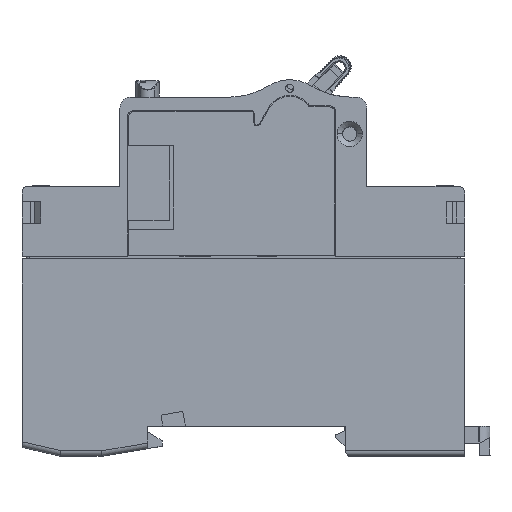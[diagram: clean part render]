
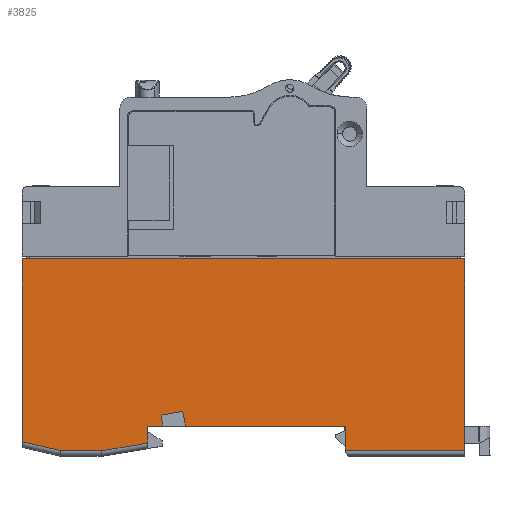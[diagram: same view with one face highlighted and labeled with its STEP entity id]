
A CAD part, front view. The second image highlights one B-rep face of the part: STEP entity #3825.
In plain terms, the highlighted planar face has unit normal (0, -1, 0).
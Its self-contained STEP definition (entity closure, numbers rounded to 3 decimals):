
#2275=FACE_OUTER_BOUND('',#7212,.T.);
#3825=ADVANCED_FACE('',(#2275),#5036,.F.);
#5036=PLANE('',#40167);
#7212=EDGE_LOOP('',(#22199,#22200,#22201,#22202,#22203,#22204,#22205,#22206,
#22207,#22208,#22209,#22210,#22211,#22212));
#9856=LINE('',#63675,#14102);
#9860=LINE('',#63683,#14106);
#9907=LINE('',#63792,#14153);
#9935=LINE('',#63857,#14181);
#10148=LINE('',#64458,#14394);
#10268=LINE('',#64817,#14514);
#10299=LINE('',#64891,#14545);
#10323=LINE('',#64947,#14569);
#10327=LINE('',#64955,#14573);
#10332=LINE('',#64965,#14578);
#10511=LINE('',#65378,#14757);
#10530=LINE('',#65426,#14776);
#10532=LINE('',#65435,#14778);
#10537=LINE('',#65446,#14783);
#14102=VECTOR('',#45883,1.);
#14106=VECTOR('',#45887,1.);
#14153=VECTOR('',#45962,1.);
#14181=VECTOR('',#46000,1.);
#14394=VECTOR('',#46547,1.);
#14514=VECTOR('',#46859,1.);
#14545=VECTOR('',#46916,1.);
#14569=VECTOR('',#46970,1.);
#14573=VECTOR('',#46978,1.);
#14578=VECTOR('',#46985,1.);
#14757=VECTOR('',#47360,1.);
#14776=VECTOR('',#47405,1.);
#14778=VECTOR('',#47409,1.);
#14783=VECTOR('',#47418,1.);
#22199=ORIENTED_EDGE('',*,*,#33859,.F.);
#22200=ORIENTED_EDGE('',*,*,#34154,.T.);
#22201=ORIENTED_EDGE('',*,*,#34622,.T.);
#22202=ORIENTED_EDGE('',*,*,#34617,.F.);
#22203=ORIENTED_EDGE('',*,*,#34614,.F.);
#22204=ORIENTED_EDGE('',*,*,#34322,.F.);
#22205=ORIENTED_EDGE('',*,*,#33828,.T.);
#22206=ORIENTED_EDGE('',*,*,#33771,.T.);
#22207=ORIENTED_EDGE('',*,*,#34393,.F.);
#22208=ORIENTED_EDGE('',*,*,#34592,.F.);
#22209=ORIENTED_EDGE('',*,*,#34388,.F.);
#22210=ORIENTED_EDGE('',*,*,#33767,.T.);
#22211=ORIENTED_EDGE('',*,*,#34384,.F.);
#22212=ORIENTED_EDGE('',*,*,#34356,.F.);
#28321=VERTEX_POINT('',#63674);
#28322=VERTEX_POINT('',#63676);
#28325=VERTEX_POINT('',#63682);
#28326=VERTEX_POINT('',#63684);
#28374=VERTEX_POINT('',#63793);
#28397=VERTEX_POINT('',#63856);
#28398=VERTEX_POINT('',#63858);
#28603=VERTEX_POINT('',#64459);
#28722=VERTEX_POINT('',#64818);
#28743=VERTEX_POINT('',#64889);
#28763=VERTEX_POINT('',#64956);
#28766=VERTEX_POINT('',#64964);
#28890=VERTEX_POINT('',#65425);
#28891=VERTEX_POINT('',#65432);
#33767=EDGE_CURVE('',#28322,#28321,#9856,.T.);
#33771=EDGE_CURVE('',#28326,#28325,#9860,.T.);
#33828=EDGE_CURVE('',#28374,#28326,#9907,.T.);
#33859=EDGE_CURVE('',#28397,#28398,#9935,.T.);
#34154=EDGE_CURVE('',#28397,#28603,#10148,.T.);
#34322=EDGE_CURVE('',#28374,#28722,#10268,.T.);
#34356=EDGE_CURVE('',#28398,#28743,#10299,.T.);
#34384=EDGE_CURVE('',#28743,#28321,#10323,.T.);
#34388=EDGE_CURVE('',#28322,#28763,#10327,.T.);
#34393=EDGE_CURVE('',#28766,#28325,#10332,.T.);
#34592=EDGE_CURVE('',#28763,#28766,#10511,.T.);
#34614=EDGE_CURVE('',#28722,#28890,#10530,.T.);
#34617=EDGE_CURVE('',#28890,#28891,#10532,.T.);
#34622=EDGE_CURVE('',#28603,#28891,#10537,.T.);
#40167=AXIS2_PLACEMENT_3D('',#65447,#47419,#47420);
#45883=DIRECTION('',(1.,0.,0.));
#45887=DIRECTION('',(1.,0.,0.));
#45962=DIRECTION('',(0.,0.,1.));
#46000=DIRECTION('',(0.,0.,-1.));
#46547=DIRECTION('',(-1.,0.,0.));
#46859=DIRECTION('',(-0.986,0.,-0.165));
#46916=DIRECTION('',(-1.,0.,0.));
#46970=DIRECTION('',(0.,0.,1.));
#46978=DIRECTION('',(-0.174,0.,0.985));
#46985=DIRECTION('',(0.174,0.,-0.985));
#47360=DIRECTION('',(-0.985,0.,-0.174));
#47405=DIRECTION('',(-1.,0.,0.));
#47409=DIRECTION('',(-0.974,0.,0.225));
#47418=DIRECTION('',(0.,0.,-1.));
#47419=DIRECTION('',(0.,1.,0.));
#47420=DIRECTION('',(1.,0.,0.));
#63674=CARTESIAN_POINT('',(13.354,3.679,-46.048));
#63675=CARTESIAN_POINT('',(-24.248,3.679,-46.048));
#63676=CARTESIAN_POINT('',(-15.755,3.679,-46.048));
#63682=CARTESIAN_POINT('',(-19.848,3.679,-46.048));
#63683=CARTESIAN_POINT('',(-24.248,3.679,-46.048));
#63684=CARTESIAN_POINT('',(-22.648,3.679,-46.048));
#63792=CARTESIAN_POINT('',(-22.648,3.679,-46.048));
#63793=CARTESIAN_POINT('',(-22.648,3.679,-49.145));
#63856=CARTESIAN_POINT('',(35.152,3.679,-15.548));
#63857=CARTESIAN_POINT('',(35.152,3.679,-44.657));
#63858=CARTESIAN_POINT('',(35.152,3.679,-50.547));
#64458=CARTESIAN_POINT('',(-9.12,3.679,-15.548));
#64459=CARTESIAN_POINT('',(-45.548,3.679,-15.548));
#64817=CARTESIAN_POINT('',(-22.648,3.679,-49.145));
#64818=CARTESIAN_POINT('',(-31.031,3.679,-50.548));
#64889=CARTESIAN_POINT('',(13.354,3.679,-50.547));
#64891=CARTESIAN_POINT('',(35.302,3.679,-50.547));
#64947=CARTESIAN_POINT('',(13.354,3.679,-46.048));
#64955=CARTESIAN_POINT('',(-15.755,3.679,-46.048));
#64956=CARTESIAN_POINT('',(-16.231,3.679,-43.348));
#64964=CARTESIAN_POINT('',(-20.201,3.679,-44.048));
#64965=CARTESIAN_POINT('',(-20.201,3.679,-44.048));
#65378=CARTESIAN_POINT('',(-16.231,3.679,-43.348));
#65425=CARTESIAN_POINT('',(-38.434,3.679,-50.548));
#65426=CARTESIAN_POINT('',(35.302,3.679,-50.548));
#65432=CARTESIAN_POINT('',(-45.548,3.679,-48.906));
#65435=CARTESIAN_POINT('',(-38.434,3.679,-50.548));
#65446=CARTESIAN_POINT('',(-45.548,3.679,-16.048));
#65447=CARTESIAN_POINT('',(35.302,3.679,-51.548));
